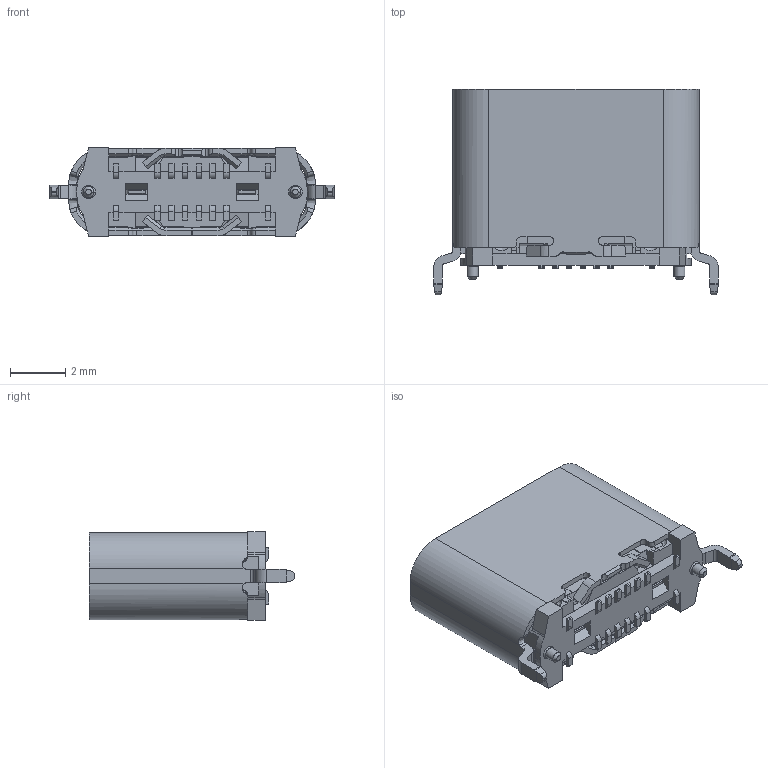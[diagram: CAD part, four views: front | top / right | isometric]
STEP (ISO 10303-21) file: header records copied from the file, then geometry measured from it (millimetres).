
FILE_DESCRIPTION(('STEP AP242'),'1');
FILE_NAME('usb4235-03-c.stp','2024-09-19T07:20:26',('TraceParts'),('TraceParts S.A.'),'Spatial InterOp 3D',' ',' ');
FILE_SCHEMA(('AP242_MANAGED_MODEL_BASED_3D_ENGINEERING_MIM_LF {1 0 10303 442 1 1 4}'));
Length unit declared in the file: millimetre
Products named in the file (1): usb4235-03-c_1
Bounding box: 10.3 x 7.45 x 3.2 mm (x, y, z)
Volume: 86.7 mm3; surface area: 413 mm2
Topology: 2 solids, 2 shells, 862 faces, 2338 edges, 1487 vertices
Faces by surface type: plane 652, cylinder 162, cone 32, bspline 16
Entity records: 31692 total; most frequent: CARTESIAN_POINT 7119, ORIENTED_EDGE 4668, DIRECTION 3701, EDGE_CURVE 2334, LINE 1791, VECTOR 1791, VERTEX_POINT 1487, AXIS2_PLACEMENT_3D 955
